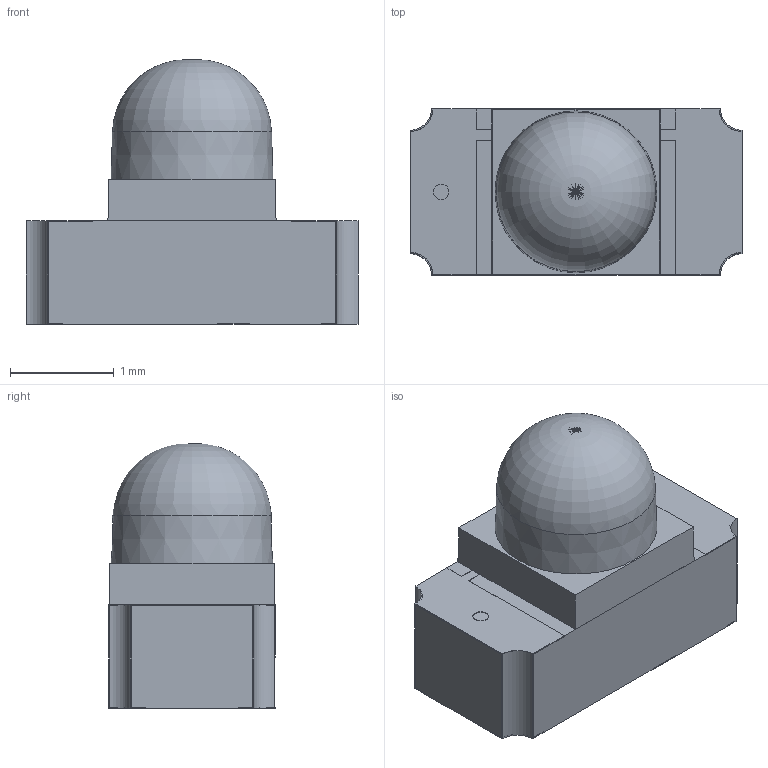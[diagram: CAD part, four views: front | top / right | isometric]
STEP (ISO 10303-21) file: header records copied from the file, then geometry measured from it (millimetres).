
FILE_DESCRIPTION(/* description */ ('Unknown'),/* implementation_level */ '2;1');
FILE_NAME(/* name */ '154120xxA2070',/* time_stamp */ '2018-07-13T10:03:02+02:00',/* author */ ('Unknown'),/* organization */ ('Unknown'),/* preprocessor_version */ 'ST-DEVELOPER v16.7',/* originating_system */ 'DEX',/* authorisation */ $);
FILE_SCHEMA (('AUTOMOTIVE_DESIGN {1 0 10303 214 3 1 1}'));
Length unit declared in the file: millimetre
Products named in the file (4): 154120xxA2070; PCB; Pins; Resin
Assembly tree (3 placements, depth 2):
  154120xxA2070
    PCB
    Pins
    Resin
Bounding box: 3.2 x 1.6 x 2.55 mm (x, y, z)
Volume: 6.4 mm3; surface area: 47.6 mm2
Topology: 5 solids, 5 shells, 160 faces, 434 edges, 285 vertices
Faces by surface type: plane 141, cylinder 15, bspline 2, cone 1, torus 1
Full cylindrical faces by diameter (mm): 0.15 x1
Entity records: 5684 total; most frequent: CARTESIAN_POINT 1037, ORIENTED_EDGE 854, DIRECTION 777, EDGE_CURVE 427, LINE 389, VECTOR 389, VERTEX_POINT 284, AXIS2_PLACEMENT_3D 194
